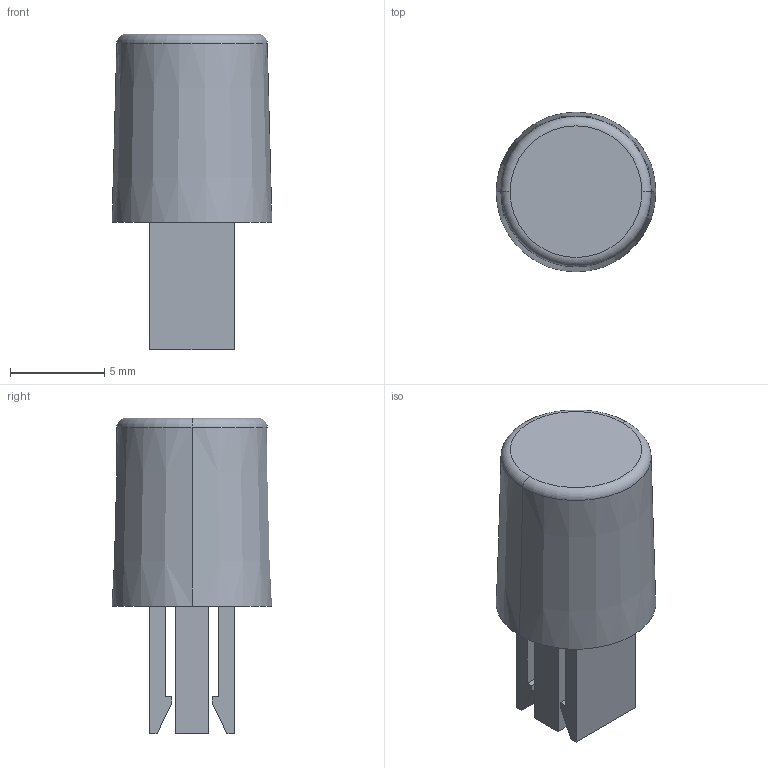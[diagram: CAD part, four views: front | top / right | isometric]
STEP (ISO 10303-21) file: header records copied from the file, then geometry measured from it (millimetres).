
FILE_DESCRIPTION (( 'STEP AP214' ), '1' );
FILE_NAME ('CAPA DO BOTAO.STEP', '2023-10-12T14:48:50', ( '' ), ( '' ), 'SwSTEP 2.0', 'SolidWorks 2019', '' );
FILE_SCHEMA (( 'AUTOMOTIVE_DESIGN' ));
Length unit declared in the file: millimetre
Products named in the file (1): CAPA DO BOTAO
Bounding box: 8.5 x 8.5 x 16.8 mm (x, y, z)
Volume: 566.9 mm3; surface area: 610.9 mm2
Topology: 1 solids, 1 shells, 33 faces, 88 edges, 58 vertices
Faces by surface type: plane 29, torus 2, cone 2
Entity records: 1048 total; most frequent: CARTESIAN_POINT 180, ORIENTED_EDGE 176, DIRECTION 164, EDGE_CURVE 88, LINE 80, VECTOR 80, VERTEX_POINT 58, AXIS2_PLACEMENT_3D 42
